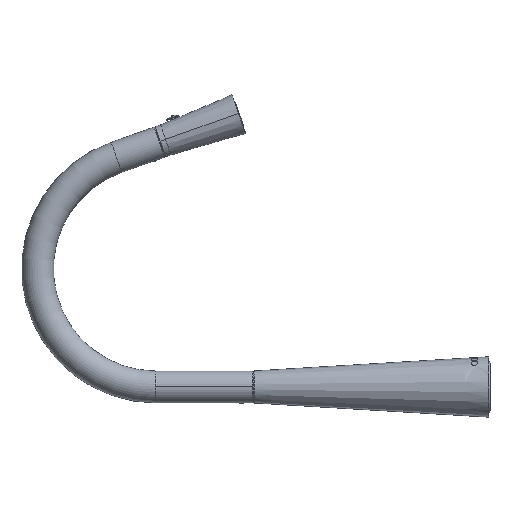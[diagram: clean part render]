
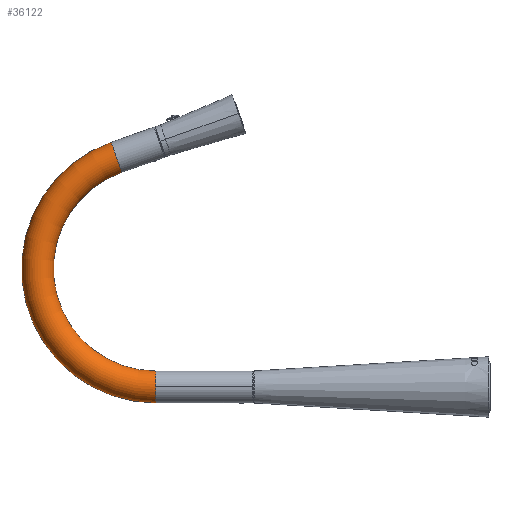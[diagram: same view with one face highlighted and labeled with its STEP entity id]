
A CAD part, left-side view. The second image highlights one B-rep face of the part: STEP entity #36122.
In plain terms, the highlighted toroidal (fillet/blend) face has major radius 103.803 mm and minor radius 14 mm.
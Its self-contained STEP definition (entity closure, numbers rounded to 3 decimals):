
#35722=CARTESIAN_POINT('',(103.803,106.197,0.));
#35723=DIRECTION('',(0.,0.,1.));
#35724=DIRECTION('',(0.943,0.333,0.));
#35725=AXIS2_PLACEMENT_3D('',#35722,#35723,#35724);
#35727=CARTESIAN_POINT('',(201.696,140.723,0.));
#35728=DIRECTION('',(-0.333,0.943,0.));
#35729=DIRECTION('',(-0.943,-0.333,0.));
#35730=AXIS2_PLACEMENT_3D('',#35727,#35728,#35729);
#35732=CARTESIAN_POINT('',(0.,106.197,0.));
#35733=DIRECTION('',(0.,1.,0.));
#35734=DIRECTION('',(0.,0.,1.));
#35735=AXIS2_PLACEMENT_3D('',#35732,#35733,#35734);
#35737=CARTESIAN_POINT('',(0.,106.197,0.));
#35738=DIRECTION('',(0.,1.,0.));
#35739=DIRECTION('',(-1.,0.,0.));
#35740=AXIS2_PLACEMENT_3D('',#35737,#35738,#35739);
#35752=CARTESIAN_POINT('',(103.803,106.197,0.));
#35753=DIRECTION('',(0.,0.,1.));
#35754=DIRECTION('',(0.943,0.333,0.));
#35755=AXIS2_PLACEMENT_3D('',#35752,#35753,#35754);
#36010=CARTESIAN_POINT('',(-14.,106.197,0.));
#36012=VERTEX_POINT('',#36010);
#36035=CARTESIAN_POINT('',(0.,106.197,14.));
#36036=VERTEX_POINT('',#36035);
#36045=CARTESIAN_POINT('',(188.493,136.066,0.));
#36046=CARTESIAN_POINT('',(14.,106.197,0.));
#36047=VERTEX_POINT('',#36045);
#36048=VERTEX_POINT('',#36046);
#36065=CARTESIAN_POINT('',(214.899,145.379,0.));
#36066=VERTEX_POINT('',#36065);
#36106=CARTESIAN_POINT('',(103.803,106.197,0.));
#36107=DIRECTION('',(0.,0.,-1.));
#36108=DIRECTION('',(-1.,0.,0.));
#36109=AXIS2_PLACEMENT_3D('',#36106,#36107,#36108);
#36110=TOROIDAL_SURFACE('',#36109,103.803,14.);
#36112=ORIENTED_EDGE('',*,*,#36111,.F.);
#36113=ORIENTED_EDGE('',*,*,#36094,.F.);
#36115=ORIENTED_EDGE('',*,*,#36114,.T.);
#36117=ORIENTED_EDGE('',*,*,#36116,.F.);
#36119=ORIENTED_EDGE('',*,*,#36118,.F.);
#36120=EDGE_LOOP('',(#36112,#36113,#36115,#36117,#36119));
#36121=FACE_OUTER_BOUND('',#36120,.F.);
#36122=ADVANCED_FACE('',(#36121),#36110,.T.);
#35726=CIRCLE('',#35725,117.803);
#35731=CIRCLE('',#35730,14.);
#35736=CIRCLE('',#35735,14.);
#35741=CIRCLE('',#35740,14.);
#35756=CIRCLE('',#35755,89.803);
#36094=EDGE_CURVE('',#36047,#36066,#35731,.T.);
#36111=EDGE_CURVE('',#36066,#36012,#35726,.T.);
#36114=EDGE_CURVE('',#36047,#36048,#35756,.T.);
#36116=EDGE_CURVE('',#36036,#36048,#35736,.T.);
#36118=EDGE_CURVE('',#36012,#36036,#35741,.T.);
